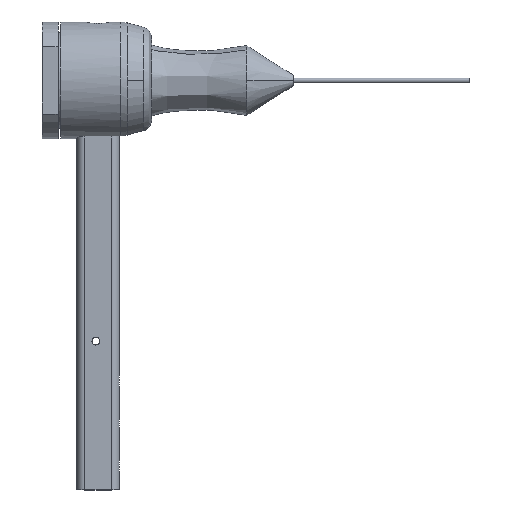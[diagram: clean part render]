
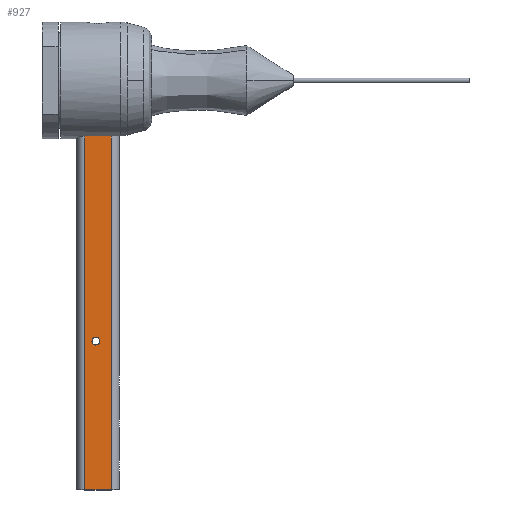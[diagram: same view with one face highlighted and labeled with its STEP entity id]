
A CAD part, top view. The second image highlights one B-rep face of the part: STEP entity #927.
In plain terms, the highlighted planar face has unit normal (0, 0, 1).
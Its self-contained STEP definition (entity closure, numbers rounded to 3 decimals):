
#91 = LINE ( 'NONE', #3731, #622 ) ;
#148 = CARTESIAN_POINT ( 'NONE',  ( -2.5, -9.5, 3.5 ) ) ;
#374 = EDGE_CURVE ( 'NONE', #1546, #3779, #4804, .T. ) ;
#622 = VECTOR ( 'NONE', #4520, 1000. ) ;
#712 = ORIENTED_EDGE ( 'NONE', *, *, #4516, .T. ) ;
#728 = DIRECTION ( 'NONE',  ( 0., 0., -1. ) ) ;
#739 = ORIENTED_EDGE ( 'NONE', *, *, #4573, .T. ) ;
#927 = ADVANCED_FACE ( 'NONE', ( #1804, #2879 ), #1152, .T. ) ;
#1052 = VECTOR ( 'NONE', #2580, 1000. ) ;
#1152 = PLANE ( 'NONE',  #2901 ) ;
#1334 = CARTESIAN_POINT ( 'NONE',  ( -2.5, 0., 3.5 ) ) ;
#1417 = VERTEX_POINT ( 'NONE', #1429 ) ;
#1429 = CARTESIAN_POINT ( 'NONE',  ( -2.5, -77., 3.5 ) ) ;
#1546 = VERTEX_POINT ( 'NONE', #3769 ) ;
#1569 = EDGE_LOOP ( 'NONE', ( #739, #4102 ) ) ;
#1771 = CARTESIAN_POINT ( 'NONE',  ( -0.4, -49., 3.5 ) ) ;
#1774 = DIRECTION ( 'NONE',  ( 0., 1., 0. ) ) ;
#1804 = FACE_BOUND ( 'NONE', #1569, .T. ) ;
#1819 = LINE ( 'NONE', #3608, #2750 ) ;
#1825 = DIRECTION ( 'NONE',  ( 1., 0., 0. ) ) ;
#2080 = DIRECTION ( 'NONE',  ( 0., -1., 0. ) ) ;
#2126 = AXIS2_PLACEMENT_3D ( 'NONE', #1771, #4717, #2826 ) ;
#2224 = AXIS2_PLACEMENT_3D ( 'NONE', #2872, #728, #2492 ) ;
#2238 = CARTESIAN_POINT ( 'NONE',  ( 2.5, -77., 3.5 ) ) ;
#2242 = ORIENTED_EDGE ( 'NONE', *, *, #4671, .T. ) ;
#2300 = EDGE_CURVE ( 'NONE', #4655, #4312, #2984, .T. ) ;
#2443 = CIRCLE ( 'NONE', #2224, 0.75 ) ;
#2446 = ORIENTED_EDGE ( 'NONE', *, *, #374, .T. ) ;
#2492 = DIRECTION ( 'NONE',  ( 1., 0., 0. ) ) ;
#2580 = DIRECTION ( 'NONE',  ( -1., 0., 0. ) ) ;
#2750 = VECTOR ( 'NONE', #1774, 1000. ) ;
#2821 = CARTESIAN_POINT ( 'NONE',  ( 0., -9.5, 3.5 ) ) ;
#2826 = DIRECTION ( 'NONE',  ( 1., 0., 0. ) ) ;
#2872 = CARTESIAN_POINT ( 'NONE',  ( -0.4, -49., 3.5 ) ) ;
#2879 = FACE_OUTER_BOUND ( 'NONE', #4409, .T. ) ;
#2901 = AXIS2_PLACEMENT_3D ( 'NONE', #4068, #4379, #1825 ) ;
#2984 = CIRCLE ( 'NONE', #2126, 0.75 ) ;
#3142 = VECTOR ( 'NONE', #2080, 1000. ) ;
#3248 = CARTESIAN_POINT ( 'NONE',  ( -1.15, -49., 3.5 ) ) ;
#3411 = CARTESIAN_POINT ( 'NONE',  ( 0.35, -49., 3.5 ) ) ;
#3608 = CARTESIAN_POINT ( 'NONE',  ( 2.5, 0., 3.5 ) ) ;
#3651 = VERTEX_POINT ( 'NONE', #2238 ) ;
#3731 = CARTESIAN_POINT ( 'NONE',  ( 0., -77., 3.5 ) ) ;
#3759 = ORIENTED_EDGE ( 'NONE', *, *, #4262, .T. ) ;
#3769 = CARTESIAN_POINT ( 'NONE',  ( 2.5, -9.5, 3.5 ) ) ;
#3779 = VERTEX_POINT ( 'NONE', #148 ) ;
#3854 = LINE ( 'NONE', #1334, #3142 ) ;
#4068 = CARTESIAN_POINT ( 'NONE',  ( 0., 0., 3.5 ) ) ;
#4102 = ORIENTED_EDGE ( 'NONE', *, *, #2300, .T. ) ;
#4262 = EDGE_CURVE ( 'NONE', #1417, #3651, #91, .T. ) ;
#4312 = VERTEX_POINT ( 'NONE', #3411 ) ;
#4379 = DIRECTION ( 'NONE',  ( 0., 0., 1. ) ) ;
#4409 = EDGE_LOOP ( 'NONE', ( #3759, #2242, #2446, #712 ) ) ;
#4516 = EDGE_CURVE ( 'NONE', #3779, #1417, #3854, .T. ) ;
#4520 = DIRECTION ( 'NONE',  ( 1., 0., 0. ) ) ;
#4573 = EDGE_CURVE ( 'NONE', #4312, #4655, #2443, .T. ) ;
#4655 = VERTEX_POINT ( 'NONE', #3248 ) ;
#4671 = EDGE_CURVE ( 'NONE', #3651, #1546, #1819, .T. ) ;
#4717 = DIRECTION ( 'NONE',  ( 0., 0., -1. ) ) ;
#4804 = LINE ( 'NONE', #2821, #1052 ) ;
